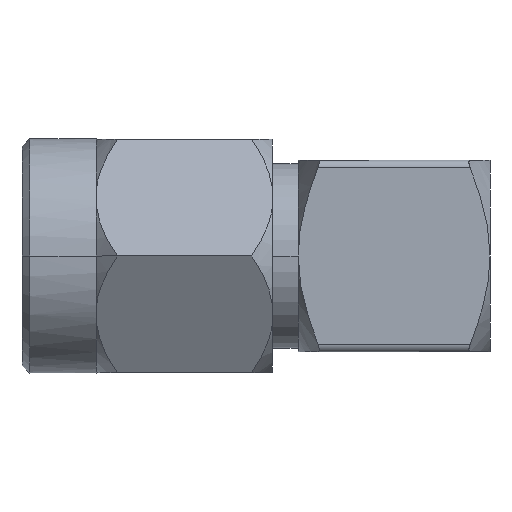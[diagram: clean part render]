
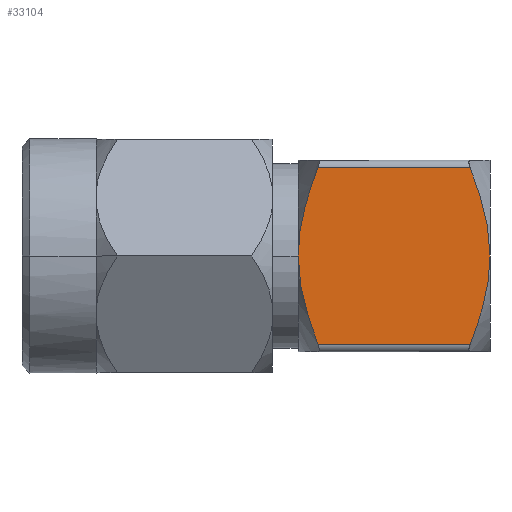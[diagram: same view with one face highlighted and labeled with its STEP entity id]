
A CAD part, left-side view. The second image highlights one B-rep face of the part: STEP entity #33104.
In plain terms, the highlighted planar face has unit normal (-1, 0, 0).
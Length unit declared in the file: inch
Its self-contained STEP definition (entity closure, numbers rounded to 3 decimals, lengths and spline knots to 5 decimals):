
#514 = LINE ( 'NONE', #79882, #7132 ) ;
#5821 = CARTESIAN_POINT ( 'NONE',  ( -0.125, -0.60718, 0.03933 ) ) ;
#7132 = VECTOR ( 'NONE', #73099, 39.37008 ) ;
#7331 = B_SPLINE_CURVE_WITH_KNOTS ( 'NONE', 3,
 ( #63281, #34711, #83852, #13134, #21225, #35015 ),
 .UNSPECIFIED., .F., .F.,
 ( 4, 2, 4 ),
 ( 0.00852, 0.01003, 0.01153 ),
 .UNSPECIFIED. ) ;
#9089 = EDGE_CURVE ( 'NONE', #69160, #50174, #514, .T. ) ;
#9758 = CARTESIAN_POINT ( 'NONE',  ( -0.125, -0.36, 0. ) ) ;
#11204 = LINE ( 'NONE', #76674, #86039 ) ;
#11889 = CARTESIAN_POINT ( 'NONE',  ( -0.125, -0.60479, -0.0491 ) ) ;
#12014 = CARTESIAN_POINT ( 'NONE',  ( -0.125, -0.36, -0.00986 ) ) ;
#12889 = CARTESIAN_POINT ( 'NONE',  ( -0.125, -0.59781, 0.07761 ) ) ;
#13134 = CARTESIAN_POINT ( 'NONE',  ( -0.125, -0.36282, 0.03933 ) ) ;
#18725 = CARTESIAN_POINT ( 'NONE',  ( -0.125, -0.60669, -0.03944 ) ) ;
#19413 = CARTESIAN_POINT ( 'NONE',  ( -0.125, -0.00645, -0.125 ) ) ;
#19471 = CARTESIAN_POINT ( 'NONE',  ( -0.125, -0.36521, -0.0491 ) ) ;
#19829 = EDGE_CURVE ( 'NONE', #61595, #69160, #79861, .T. ) ;
#20349 = ORIENTED_EDGE ( 'NONE', *, *, #51374, .T. ) ;
#21225 = CARTESIAN_POINT ( 'NONE',  ( -0.125, -0.36, 0.01989 ) ) ;
#23561 = B_SPLINE_CURVE_WITH_KNOTS ( 'NONE', 3,
 ( #82997, #27698, #5821, #12889, #41813, #91008 ),
 .UNSPECIFIED., .F., .F.,
 ( 4, 2, 4 ),
 ( 0.0068, 0.00832, 0.00983 ),
 .UNSPECIFIED. ) ;
#24808 = CARTESIAN_POINT ( 'NONE',  ( -0.125, -0.5841, 0.115 ) ) ;
#25598 = CARTESIAN_POINT ( 'NONE',  ( -0.125, -0.36331, -0.03944 ) ) ;
#26324 = EDGE_CURVE ( 'NONE', #44624, #40598, #23561, .T. ) ;
#27698 = CARTESIAN_POINT ( 'NONE',  ( -0.125, -0.61, 0.01989 ) ) ;
#28256 = ORIENTED_EDGE ( 'NONE', *, *, #19829, .T. ) ;
#28860 = EDGE_CURVE ( 'NONE', #40598, #46251, #11204, .T. ) ;
#33104 = ADVANCED_FACE ( 'NONE', ( #49047 ), #47892, .T. ) ;
#34408 = CARTESIAN_POINT ( 'NONE',  ( -0.125, -0.5841, -0.115 ) ) ;
#34613 = DIRECTION ( 'NONE',  ( 0., 1., 0. ) ) ;
#34711 = CARTESIAN_POINT ( 'NONE',  ( -0.125, -0.37868, 0.09655 ) ) ;
#35015 = CARTESIAN_POINT ( 'NONE',  ( -0.125, -0.36, 0. ) ) ;
#40458 = CARTESIAN_POINT ( 'NONE',  ( -0.125, -0.5913, -0.09658 ) ) ;
#40598 = VERTEX_POINT ( 'NONE', #24808 ) ;
#41288 = CARTESIAN_POINT ( 'NONE',  ( -0.125, -0.3859, -0.115 ) ) ;
#41813 = CARTESIAN_POINT ( 'NONE',  ( -0.125, -0.59132, 0.09655 ) ) ;
#41945 = CARTESIAN_POINT ( 'NONE',  ( -0.125, -0.3859, 0.115 ) ) ;
#42130 = ORIENTED_EDGE ( 'NONE', *, *, #9089, .T. ) ;
#44624 = VERTEX_POINT ( 'NONE', #48555 ) ;
#46251 = VERTEX_POINT ( 'NONE', #41945 ) ;
#46912 = CARTESIAN_POINT ( 'NONE',  ( -0.125, -0.6093, -0.01986 ) ) ;
#47287 = DIRECTION ( 'NONE',  ( 0., -1., 0. ) ) ;
#47892 = PLANE ( 'NONE',  #89127 ) ;
#48555 = CARTESIAN_POINT ( 'NONE',  ( -0.125, -0.61, 0. ) ) ;
#49047 = FACE_OUTER_BOUND ( 'NONE', #68827, .T. ) ;
#50174 = VERTEX_POINT ( 'NONE', #34408 ) ;
#50679 = ORIENTED_EDGE ( 'NONE', *, *, #28860, .T. ) ;
#51374 = EDGE_CURVE ( 'NONE', #46251, #61595, #7331, .T. ) ;
#51683 = ORIENTED_EDGE ( 'NONE', *, *, #53479, .T. ) ;
#53479 = EDGE_CURVE ( 'NONE', #50174, #44624, #87560, .T. ) ;
#60624 = CARTESIAN_POINT ( 'NONE',  ( -0.125, -0.3787, -0.09658 ) ) ;
#61595 = VERTEX_POINT ( 'NONE', #9758 ) ;
#61770 = DIRECTION ( 'NONE',  ( -1., 0., 0. ) ) ;
#63281 = CARTESIAN_POINT ( 'NONE',  ( -0.125, -0.3859, 0.115 ) ) ;
#67343 = CARTESIAN_POINT ( 'NONE',  ( -0.125, -0.36, 0. ) ) ;
#67649 = CARTESIAN_POINT ( 'NONE',  ( -0.125, -0.3859, -0.115 ) ) ;
#68142 = CARTESIAN_POINT ( 'NONE',  ( -0.125, -0.61, 0. ) ) ;
#68827 = EDGE_LOOP ( 'NONE', ( #28256, #42130, #51683, #78181, #50679, #20349 ) ) ;
#69160 = VERTEX_POINT ( 'NONE', #41288 ) ;
#73099 = DIRECTION ( 'NONE',  ( 0., -1., 0. ) ) ;
#74580 = CARTESIAN_POINT ( 'NONE',  ( -0.125, -0.5841, -0.115 ) ) ;
#75303 = CARTESIAN_POINT ( 'NONE',  ( -0.125, -0.3607, -0.01986 ) ) ;
#75767 = CARTESIAN_POINT ( 'NONE',  ( -0.125, -0.61, -0.00986 ) ) ;
#76674 = CARTESIAN_POINT ( 'NONE',  ( -0.125, -0.00645, 0.115 ) ) ;
#78181 = ORIENTED_EDGE ( 'NONE', *, *, #26324, .T. ) ;
#79861 = B_SPLINE_CURVE_WITH_KNOTS ( 'NONE', 3,
 ( #67343, #12014, #75303, #25598, #19471, #81209, #60624, #67649 ),
 .UNSPECIFIED., .F., .F.,
 ( 4, 2, 2, 4 ),
 ( 0.01153, 0.01227, 0.01302, 0.01451 ),
 .UNSPECIFIED. ) ;
#79882 = CARTESIAN_POINT ( 'NONE',  ( -0.125, -0.00645, -0.115 ) ) ;
#81209 = CARTESIAN_POINT ( 'NONE',  ( -0.125, -0.37224, -0.07778 ) ) ;
#82997 = CARTESIAN_POINT ( 'NONE',  ( -0.125, -0.61, 0. ) ) ;
#83852 = CARTESIAN_POINT ( 'NONE',  ( -0.125, -0.37219, 0.07761 ) ) ;
#86039 = VECTOR ( 'NONE', #34613, 39.37008 ) ;
#87560 = B_SPLINE_CURVE_WITH_KNOTS ( 'NONE', 3,
 ( #74580, #40458, #89691, #11889, #18725, #46912, #75767, #68142 ),
 .UNSPECIFIED., .F., .F.,
 ( 4, 2, 2, 4 ),
 ( 0.00379, 0.0053, 0.00605, 0.0068 ),
 .UNSPECIFIED. ) ;
#89127 = AXIS2_PLACEMENT_3D ( 'NONE', #19413, #61770, #47287 ) ;
#89691 = CARTESIAN_POINT ( 'NONE',  ( -0.125, -0.59776, -0.07778 ) ) ;
#91008 = CARTESIAN_POINT ( 'NONE',  ( -0.125, -0.5841, 0.115 ) ) ;
